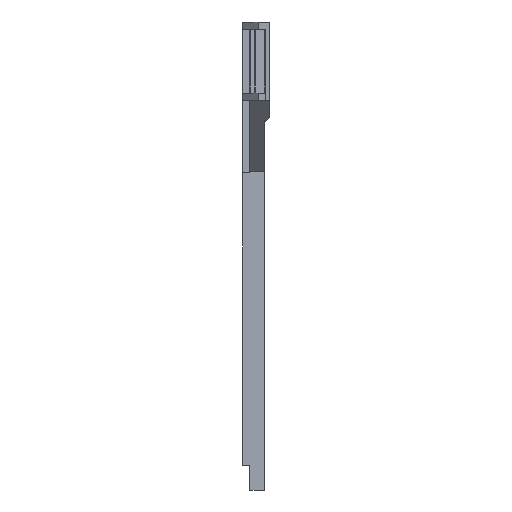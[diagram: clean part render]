
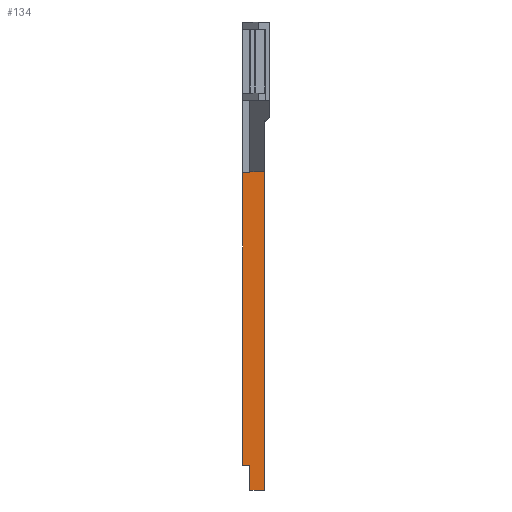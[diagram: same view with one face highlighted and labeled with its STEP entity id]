
A CAD part, front view. The second image highlights one B-rep face of the part: STEP entity #134.
In plain terms, the highlighted planar face has unit normal (0, -1, 0).
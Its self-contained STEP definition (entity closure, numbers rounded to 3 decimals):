
#134=ADVANCED_FACE('',(#380),#258,.F.);
#258=PLANE('',#2947);
#380=FACE_OUTER_BOUND('',#526,.T.);
#526=EDGE_LOOP('',(#904,#905,#906,#907,#908,#909,#910,#911));
#904=ORIENTED_EDGE('',*,*,#1911,.F.);
#905=ORIENTED_EDGE('',*,*,#1912,.T.);
#906=ORIENTED_EDGE('',*,*,#1783,.T.);
#907=ORIENTED_EDGE('',*,*,#1779,.F.);
#908=ORIENTED_EDGE('',*,*,#1797,.F.);
#909=ORIENTED_EDGE('',*,*,#1913,.T.);
#910=ORIENTED_EDGE('',*,*,#1801,.F.);
#911=ORIENTED_EDGE('',*,*,#1886,.F.);
#1494=VERTEX_POINT('',#3849);
#1495=VERTEX_POINT('',#3851);
#1497=VERTEX_POINT('',#3856);
#1507=VERTEX_POINT('',#3885);
#1508=VERTEX_POINT('',#3890);
#1509=VERTEX_POINT('',#3892);
#1594=VERTEX_POINT('',#4063);
#1608=VERTEX_POINT('',#4116);
#1779=EDGE_CURVE('',#1494,#1495,#2182,.T.);
#1783=EDGE_CURVE('',#1497,#1495,#2186,.T.);
#1797=EDGE_CURVE('',#1507,#1494,#2200,.T.);
#1801=EDGE_CURVE('',#1509,#1508,#2204,.T.);
#1886=EDGE_CURVE('',#1594,#1509,#2286,.T.);
#1911=EDGE_CURVE('',#1608,#1594,#2309,.T.);
#1912=EDGE_CURVE('',#1608,#1497,#2310,.T.);
#1913=EDGE_CURVE('',#1507,#1508,#2311,.T.);
#2182=LINE('',#3850,#2579);
#2186=LINE('',#3858,#2583);
#2200=LINE('',#3886,#2597);
#2204=LINE('',#3893,#2601);
#2286=LINE('',#4064,#2683);
#2309=LINE('',#4115,#2706);
#2310=LINE('',#4117,#2707);
#2311=LINE('',#4118,#2708);
#2579=VECTOR('',#3145,1.);
#2583=VECTOR('',#3151,1.);
#2597=VECTOR('',#3173,1.);
#2601=VECTOR('',#3179,1.);
#2683=VECTOR('',#3269,1.);
#2706=VECTOR('',#3322,1.);
#2707=VECTOR('',#3323,1.);
#2708=VECTOR('',#3324,1.);
#2947=AXIS2_PLACEMENT_3D('',#4119,#3325,#3326);
#3145=DIRECTION('',(0.,0.,1.));
#3151=DIRECTION('',(-1.,0.,0.));
#3173=DIRECTION('',(-1.,0.,0.));
#3179=DIRECTION('',(-1.,0.,0.));
#3269=DIRECTION('',(0.,0.,-1.));
#3322=DIRECTION('',(1.,0.,0.));
#3323=DIRECTION('',(0.,0.,-1.));
#3324=DIRECTION('',(0.,0.,-1.));
#3325=DIRECTION('',(0.,1.,0.));
#3326=DIRECTION('',(0.,0.,-1.));
#3849=CARTESIAN_POINT('',(-6.339,121.4,-30.1));
#3850=CARTESIAN_POINT('',(-6.339,121.4,17.25));
#3851=CARTESIAN_POINT('',(-6.339,121.4,10.9));
#3856=CARTESIAN_POINT('',(-5.339,121.4,10.9));
#3858=CARTESIAN_POINT('',(-5.337,121.4,10.9));
#3885=CARTESIAN_POINT('',(-5.339,121.4,-30.1));
#3886=CARTESIAN_POINT('',(-4.339,121.4,-30.1));
#3890=CARTESIAN_POINT('',(-5.339,121.4,-33.5));
#3892=CARTESIAN_POINT('',(-3.339,121.4,-33.5));
#3893=CARTESIAN_POINT('',(-4.339,121.4,-33.5));
#4063=CARTESIAN_POINT('',(-3.339,121.4,11.05));
#4064=CARTESIAN_POINT('',(-3.339,121.4,22.));
#4115=CARTESIAN_POINT('',(-4.663,121.4,11.05));
#4116=CARTESIAN_POINT('',(-5.339,121.4,11.05));
#4117=CARTESIAN_POINT('',(-5.339,121.4,32.));
#4118=CARTESIAN_POINT('',(-5.339,121.4,20.));
#4119=CARTESIAN_POINT('',(-5.337,121.4,20.));
